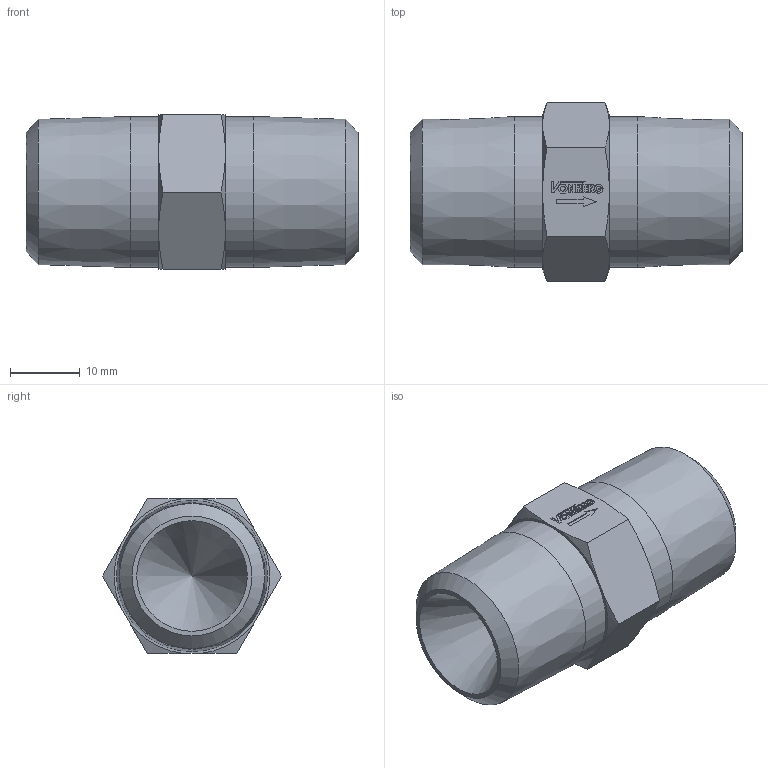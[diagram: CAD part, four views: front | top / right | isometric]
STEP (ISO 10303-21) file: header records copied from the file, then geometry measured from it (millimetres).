
FILE_DESCRIPTION((''),'2;1');
FILE_NAME('1904P.stp','2015-01-02T12:04:49',('jml'),(''),'Autodesk Inventor 2010','Autodesk Inventor 2010','');
FILE_SCHEMA(('AUTOMOTIVE_DESIGN { 1 0 10303 214 1 1 1 1 }'));
Length unit declared in the file: inch
Products named in the file (1): 1904P
Bounding box: 47.62 x 25.66 x 22.23 mm (x, y, z)
Volume: 15447.9 mm3; surface area: 4726.4 mm2
Topology: 1 solids, 2 shells, 131 faces, 332 edges, 220 vertices
Faces by surface type: plane 95, cylinder 18, cone 18
Full cylindrical faces by diameter (mm): 0.696 x1, 15.189 x1, 21.666 x2
Entity records: 3987 total; most frequent: CARTESIAN_POINT 718, ORIENTED_EDGE 640, DIRECTION 614, EDGE_CURVE 320, VECTOR 242, LINE 242, VERTEX_POINT 218, AXIS2_PLACEMENT_3D 186
